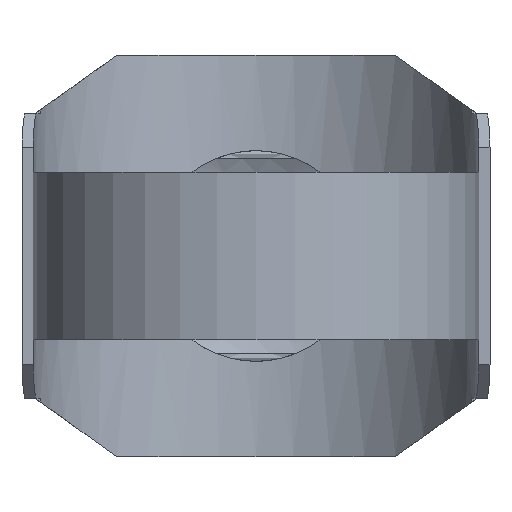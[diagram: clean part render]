
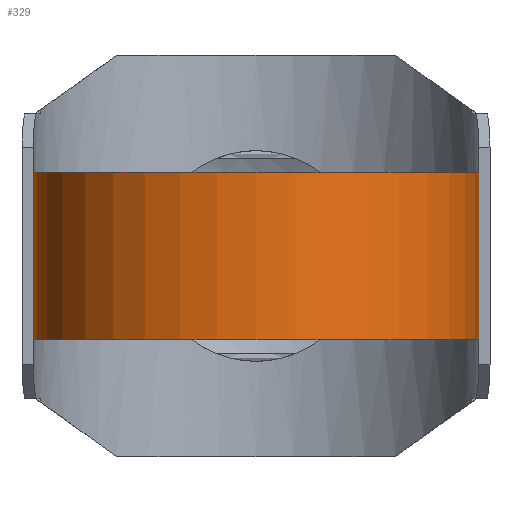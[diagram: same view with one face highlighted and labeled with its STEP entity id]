
A CAD part, front view. The second image highlights one B-rep face of the part: STEP entity #329.
In plain terms, the highlighted cylindrical face has radius 80 mm (diameter 160 mm), a partial arc.
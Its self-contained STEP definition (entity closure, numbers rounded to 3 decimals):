
#295 = VERTEX_POINT( '', #769 );
#329 = ADVANCED_FACE( '', ( #804 ), #805, .T. );
#363 = EDGE_CURVE( '', #507, #443, #841, .T. );
#443 = VERTEX_POINT( '', #930 );
#507 = VERTEX_POINT( '', #1000 );
#569 = VERTEX_POINT( '', #1066 );
#607 = EDGE_CURVE( '', #569, #507, #1110, .T. );
#631 = EDGE_CURVE( '', #443, #295, #1136, .T. );
#649 = EDGE_CURVE( '', #569, #295, #1155, .T. );
#769 = CARTESIAN_POINT( '', ( 80., 0., 30. ) );
#804 = FACE_OUTER_BOUND( '', #1376, .T. );
#805 = CYLINDRICAL_SURFACE( '', #1377, 80. );
#841 = CIRCLE( '', #1430, 80. );
#930 = CARTESIAN_POINT( '', ( 80., 0., -30. ) );
#1000 = CARTESIAN_POINT( '', ( -80., 0., -30. ) );
#1066 = CARTESIAN_POINT( '', ( -80., 0., 30. ) );
#1110 = LINE( '', #1948, #1949 );
#1136 = LINE( '', #2046, #2047 );
#1155 = CIRCLE( '', #2073, 80. );
#1376 = EDGE_LOOP( '', ( #2297, #2298, #2299, #2300 ) );
#1377 = AXIS2_PLACEMENT_3D( '', #2301, #2302, #2303 );
#1430 = AXIS2_PLACEMENT_3D( '', #2330, #2331, #2332 );
#1948 = CARTESIAN_POINT( '', ( -80., 0., 0. ) );
#1949 = VECTOR( '', #2645, 1. );
#2046 = CARTESIAN_POINT( '', ( 80., 0., 0. ) );
#2047 = VECTOR( '', #2669, 1. );
#2073 = AXIS2_PLACEMENT_3D( '', #2696, #2697, #2698 );
#2297 = ORIENTED_EDGE( '', *, *, #631, .T. );
#2298 = ORIENTED_EDGE( '', *, *, #649, .F. );
#2299 = ORIENTED_EDGE( '', *, *, #607, .T. );
#2300 = ORIENTED_EDGE( '', *, *, #363, .T. );
#2301 = CARTESIAN_POINT( '', ( 0., 0., 30. ) );
#2302 = DIRECTION( '', ( 0., 0., 1. ) );
#2303 = DIRECTION( '', ( 1., 0., 0. ) );
#2330 = CARTESIAN_POINT( '', ( 0., 0., -30. ) );
#2331 = DIRECTION( '', ( 0., 0., 1. ) );
#2332 = DIRECTION( '', ( 1., 0., 0. ) );
#2645 = DIRECTION( '', ( 0., 0., -1. ) );
#2669 = DIRECTION( '', ( 0., 0., 1. ) );
#2696 = CARTESIAN_POINT( '', ( 0., 0., 30. ) );
#2697 = DIRECTION( '', ( 0., 0., 1. ) );
#2698 = DIRECTION( '', ( 1., 0., 0. ) );
